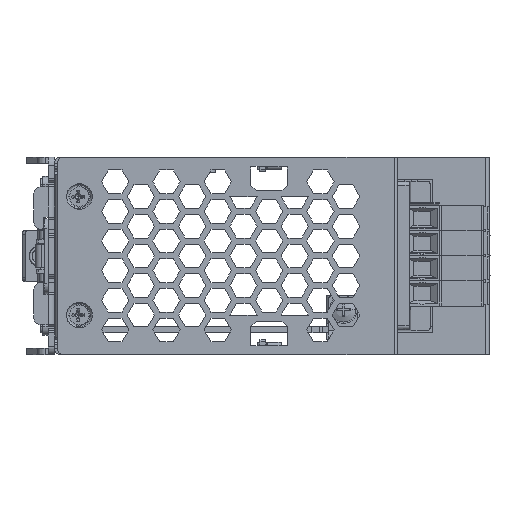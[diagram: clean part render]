
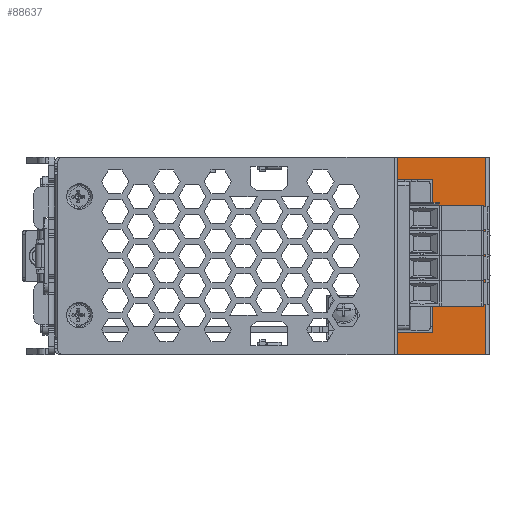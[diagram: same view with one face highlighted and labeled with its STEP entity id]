
A CAD part, front view. The second image highlights one B-rep face of the part: STEP entity #88637.
In plain terms, the highlighted planar face has unit normal (0, -1, 0).
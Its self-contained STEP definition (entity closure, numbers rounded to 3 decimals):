
#4772=PLANE('',#93857);
#11159=VERTEX_POINT('',#103596);
#11160=VERTEX_POINT('',#103599);
#11162=VERTEX_POINT('',#103605);
#11163=VERTEX_POINT('',#103606);
#11164=VERTEX_POINT('',#103608);
#11165=VERTEX_POINT('',#103611);
#11166=VERTEX_POINT('',#103613);
#11167=VERTEX_POINT('',#103615);
#19781=VECTOR('',#230874,1.);
#19782=VECTOR('',#230876,1.);
#19783=VECTOR('',#230877,1.);
#19784=VECTOR('',#230878,1.);
#19785=VECTOR('',#230879,1.);
#19786=VECTOR('',#230880,1.);
#19787=VECTOR('',#230881,1.);
#19788=VECTOR('',#230882,1.);
#29174=LINE('',#103602,#19781);
#29175=LINE('',#103604,#19782);
#29176=LINE('',#103607,#19783);
#29177=LINE('',#103609,#19784);
#29178=LINE('',#103610,#19785);
#29179=LINE('',#103612,#19786);
#29180=LINE('',#103614,#19787);
#29181=LINE('',#103616,#19788);
#38897=EDGE_CURVE('',#11159,#11160,#29174,.T.);
#38898=EDGE_CURVE('',#11162,#11163,#29175,.T.);
#38899=EDGE_CURVE('',#11164,#11163,#29176,.F.);
#38900=EDGE_CURVE('',#11160,#11164,#29177,.T.);
#38901=EDGE_CURVE('',#11159,#11165,#29178,.T.);
#38902=EDGE_CURVE('',#11165,#11166,#29179,.T.);
#38903=EDGE_CURVE('',#11167,#11166,#29180,.T.);
#38904=EDGE_CURVE('',#11167,#11162,#29181,.T.);
#53059=ORIENTED_EDGE('',*,*,#38898,.T.);
#53060=ORIENTED_EDGE('',*,*,#38899,.F.);
#53061=ORIENTED_EDGE('',*,*,#38900,.F.);
#53062=ORIENTED_EDGE('',*,*,#38897,.F.);
#53063=ORIENTED_EDGE('',*,*,#38901,.T.);
#53064=ORIENTED_EDGE('',*,*,#38902,.T.);
#53065=ORIENTED_EDGE('',*,*,#38903,.F.);
#53066=ORIENTED_EDGE('',*,*,#38904,.T.);
#77773=EDGE_LOOP('',(#53059,#53060,#53061,#53062,#53063,#53064,#53065,#53066));
#83302=FACE_BOUND('',#77773,.T.);
#88637=ADVANCED_FACE('',(#83302),#4772,.F.);
#93857=AXIS2_PLACEMENT_3D('',#103603,#230875,$);
#103596=CARTESIAN_POINT('',(-0.8,-37.,-25.));
#103599=CARTESIAN_POINT('',(-23.184,-37.,-25.));
#103602=CARTESIAN_POINT('',(-33.731,-37.,-25.));
#103603=CARTESIAN_POINT('',(-0.8,-37.,-25.));
#103604=CARTESIAN_POINT('',(-14.3,-37.,-2.825));
#103605=CARTESIAN_POINT('',(-14.3,-37.,19.35));
#103606=CARTESIAN_POINT('',(-14.3,-37.,-19.35));
#103607=CARTESIAN_POINT('',(-7.55,-37.,-19.35));
#103608=CARTESIAN_POINT('',(-23.184,-37.,-19.35));
#103609=CARTESIAN_POINT('',(-23.184,-37.,-25.));
#103610=CARTESIAN_POINT('',(-0.8,-37.,-25.));
#103611=CARTESIAN_POINT('',(-0.8,-37.,25.));
#103612=CARTESIAN_POINT('',(-33.731,-37.,25.));
#103613=CARTESIAN_POINT('',(-23.184,-37.,25.));
#103614=CARTESIAN_POINT('',(-23.184,-37.,-25.));
#103615=CARTESIAN_POINT('',(-23.184,-37.,19.35));
#103616=CARTESIAN_POINT('',(-12.4,-37.,19.35));
#230874=DIRECTION('',(-1.,0.,0.));
#230875=DIRECTION('',(0.,1.,0.));
#230876=DIRECTION('',(0.,0.,-1.));
#230877=DIRECTION('',(-1.,0.,0.));
#230878=DIRECTION('',(0.,0.,1.));
#230879=DIRECTION('',(0.,0.,1.));
#230880=DIRECTION('',(-1.,0.,0.));
#230881=DIRECTION('',(0.,0.,1.));
#230882=DIRECTION('',(1.,0.,0.));
